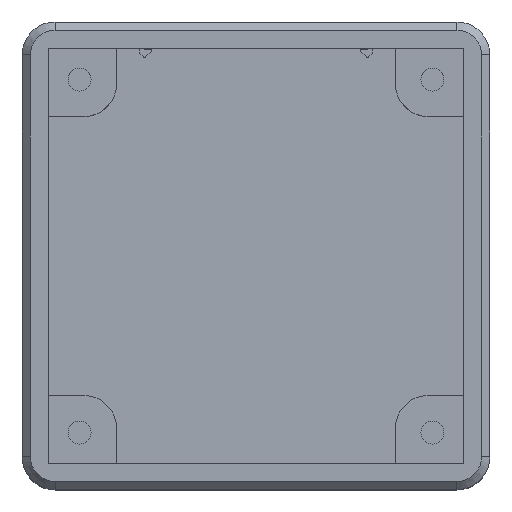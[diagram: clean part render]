
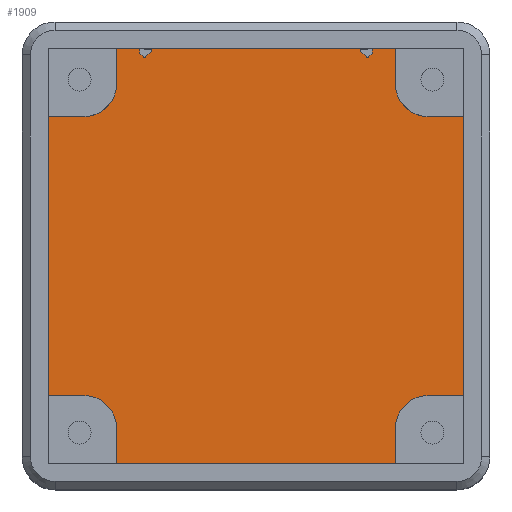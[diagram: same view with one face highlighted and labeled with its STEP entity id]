
A CAD part, top view. The second image highlights one B-rep face of the part: STEP entity #1909.
In plain terms, the highlighted planar face has unit normal (0, 0, 1).
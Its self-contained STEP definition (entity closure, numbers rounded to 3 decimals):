
#70=FACE_OUTER_BOUND('',#183,.T.);
#183=EDGE_LOOP('',(#1294,#1295,#1296,#1297,#1298,#1299,#1300,#1301,#1302,
#1303,#1304,#1305,#1306,#1307,#1308,#1309));
#307=CIRCLE('',#2036,4.);
#308=CIRCLE('',#2040,4.);
#309=CIRCLE('',#2041,4.);
#310=CIRCLE('',#2042,4.);
#369=LINE('',#2785,#589);
#374=LINE('',#2798,#594);
#375=LINE('',#2801,#595);
#381=LINE('',#2813,#601);
#382=LINE('',#2815,#602);
#383=LINE('',#2819,#603);
#384=LINE('',#2821,#604);
#385=LINE('',#2823,#605);
#386=LINE('',#2827,#606);
#387=LINE('',#2829,#607);
#388=LINE('',#2831,#608);
#389=LINE('',#2834,#609);
#589=VECTOR('',#2216,10.);
#594=VECTOR('',#2231,10.);
#595=VECTOR('',#2234,10.);
#601=VECTOR('',#2242,10.);
#602=VECTOR('',#2243,10.);
#603=VECTOR('',#2246,10.);
#604=VECTOR('',#2247,10.);
#605=VECTOR('',#2248,10.);
#606=VECTOR('',#2251,10.);
#607=VECTOR('',#2252,10.);
#608=VECTOR('',#2253,10.);
#609=VECTOR('',#2256,10.);
#810=VERTEX_POINT('',#2782);
#811=VERTEX_POINT('',#2784);
#813=VERTEX_POINT('',#2792);
#814=VERTEX_POINT('',#2796);
#815=VERTEX_POINT('',#2800);
#820=VERTEX_POINT('',#2812);
#821=VERTEX_POINT('',#2814);
#822=VERTEX_POINT('',#2816);
#823=VERTEX_POINT('',#2818);
#824=VERTEX_POINT('',#2820);
#825=VERTEX_POINT('',#2822);
#826=VERTEX_POINT('',#2824);
#827=VERTEX_POINT('',#2826);
#828=VERTEX_POINT('',#2828);
#829=VERTEX_POINT('',#2830);
#830=VERTEX_POINT('',#2832);
#991=EDGE_CURVE('',#811,#810,#369,.T.);
#995=EDGE_CURVE('',#813,#811,#307,.T.);
#998=EDGE_CURVE('',#814,#813,#374,.T.);
#999=EDGE_CURVE('',#814,#815,#375,.F.);
#1005=EDGE_CURVE('',#820,#810,#381,.F.);
#1006=EDGE_CURVE('',#820,#821,#382,.T.);
#1007=EDGE_CURVE('',#821,#822,#308,.T.);
#1008=EDGE_CURVE('',#822,#823,#383,.T.);
#1009=EDGE_CURVE('',#824,#823,#384,.F.);
#1010=EDGE_CURVE('',#824,#825,#385,.T.);
#1011=EDGE_CURVE('',#825,#826,#309,.T.);
#1012=EDGE_CURVE('',#826,#827,#386,.T.);
#1013=EDGE_CURVE('',#828,#827,#387,.F.);
#1014=EDGE_CURVE('',#828,#829,#388,.T.);
#1015=EDGE_CURVE('',#829,#830,#310,.T.);
#1016=EDGE_CURVE('',#830,#815,#389,.T.);
#1294=ORIENTED_EDGE('',*,*,#998,.T.);
#1295=ORIENTED_EDGE('',*,*,#995,.T.);
#1296=ORIENTED_EDGE('',*,*,#991,.T.);
#1297=ORIENTED_EDGE('',*,*,#1005,.F.);
#1298=ORIENTED_EDGE('',*,*,#1006,.T.);
#1299=ORIENTED_EDGE('',*,*,#1007,.T.);
#1300=ORIENTED_EDGE('',*,*,#1008,.T.);
#1301=ORIENTED_EDGE('',*,*,#1009,.F.);
#1302=ORIENTED_EDGE('',*,*,#1010,.T.);
#1303=ORIENTED_EDGE('',*,*,#1011,.T.);
#1304=ORIENTED_EDGE('',*,*,#1012,.T.);
#1305=ORIENTED_EDGE('',*,*,#1013,.F.);
#1306=ORIENTED_EDGE('',*,*,#1014,.T.);
#1307=ORIENTED_EDGE('',*,*,#1015,.T.);
#1308=ORIENTED_EDGE('',*,*,#1016,.T.);
#1309=ORIENTED_EDGE('',*,*,#999,.F.);
#1828=PLANE('',#2039);
#1909=ADVANCED_FACE('',(#70),#1828,.F.);
#2036=AXIS2_PLACEMENT_3D('',#2793,#2225,#2226);
#2039=AXIS2_PLACEMENT_3D('',#2811,#2240,#2241);
#2040=AXIS2_PLACEMENT_3D('',#2817,#2244,#2245);
#2041=AXIS2_PLACEMENT_3D('',#2825,#2249,#2250);
#2042=AXIS2_PLACEMENT_3D('',#2833,#2254,#2255);
#2216=DIRECTION('',(0.,1.,0.));
#2225=DIRECTION('center_axis',(0.,0.,-1.));
#2226=DIRECTION('ref_axis',(0.,-1.,0.));
#2231=DIRECTION('',(-1.,0.,0.));
#2234=DIRECTION('',(0.,1.,0.));
#2240=DIRECTION('center_axis',(0.,0.,-1.));
#2241=DIRECTION('ref_axis',(1.,0.,0.));
#2242=DIRECTION('',(-1.,0.,0.));
#2243=DIRECTION('',(0.,-1.,0.));
#2244=DIRECTION('center_axis',(0.,0.,-1.));
#2245=DIRECTION('ref_axis',(1.,0.,0.));
#2246=DIRECTION('',(-1.,0.,0.));
#2247=DIRECTION('',(0.,-1.,0.));
#2248=DIRECTION('',(1.,0.,0.));
#2249=DIRECTION('center_axis',(0.,0.,-1.));
#2250=DIRECTION('ref_axis',(0.,1.,0.));
#2251=DIRECTION('',(0.,-1.,0.));
#2252=DIRECTION('',(1.,0.,0.));
#2253=DIRECTION('',(0.,1.,0.));
#2254=DIRECTION('center_axis',(0.,0.,-1.));
#2255=DIRECTION('ref_axis',(-1.,0.,0.));
#2256=DIRECTION('',(1.,0.,0.));
#2782=CARTESIAN_POINT('',(42.196,50.459,-9.624));
#2784=CARTESIAN_POINT('',(42.196,46.159,-9.624));
#2785=CARTESIAN_POINT('',(42.196,24.284,-9.624));
#2792=CARTESIAN_POINT('',(46.196,42.159,-9.624));
#2793=CARTESIAN_POINT('Origin',(46.196,46.159,-9.624));
#2796=CARTESIAN_POINT('',(50.496,42.159,-9.624));
#2798=CARTESIAN_POINT('',(49.473,42.159,-9.624));
#2800=CARTESIAN_POINT('',(50.496,8.159,-9.624));
#2801=CARTESIAN_POINT('',(50.496,5.284,-9.624));
#2811=CARTESIAN_POINT('Origin',(47.946,2.409,-9.624));
#2812=CARTESIAN_POINT('',(8.196,50.459,-9.624));
#2813=CARTESIAN_POINT('',(22.321,50.459,-9.624));
#2814=CARTESIAN_POINT('',(8.196,46.159,-9.624));
#2815=CARTESIAN_POINT('',(8.196,26.523,-9.624));
#2816=CARTESIAN_POINT('',(4.196,42.159,-9.624));
#2817=CARTESIAN_POINT('Origin',(4.196,46.159,-9.624));
#2818=CARTESIAN_POINT('',(-0.104,42.159,-9.624));
#2819=CARTESIAN_POINT('',(26.071,42.159,-9.624));
#2820=CARTESIAN_POINT('',(-0.104,8.159,-9.624));
#2821=CARTESIAN_POINT('',(-0.104,-0.466,-9.624));
#2822=CARTESIAN_POINT('',(4.196,8.159,-9.624));
#2823=CARTESIAN_POINT('',(23.669,8.159,-9.624));
#2824=CARTESIAN_POINT('',(8.196,4.159,-9.624));
#2825=CARTESIAN_POINT('Origin',(4.196,4.159,-9.624));
#2826=CARTESIAN_POINT('',(8.196,-0.141,-9.624));
#2827=CARTESIAN_POINT('',(8.196,3.284,-9.624));
#2828=CARTESIAN_POINT('',(42.196,-0.141,-9.624));
#2829=CARTESIAN_POINT('',(50.821,-0.141,-9.624));
#2830=CARTESIAN_POINT('',(42.196,4.159,-9.624));
#2831=CARTESIAN_POINT('',(42.196,1.045,-9.624));
#2832=CARTESIAN_POINT('',(46.196,8.159,-9.624));
#2833=CARTESIAN_POINT('Origin',(46.196,4.159,-9.624));
#2834=CARTESIAN_POINT('',(47.071,8.159,-9.624));
